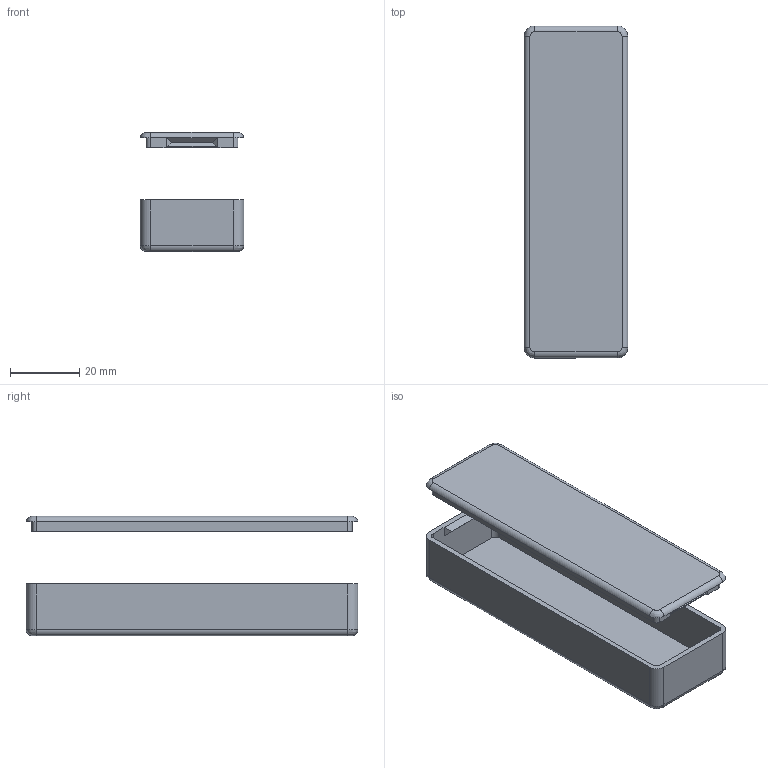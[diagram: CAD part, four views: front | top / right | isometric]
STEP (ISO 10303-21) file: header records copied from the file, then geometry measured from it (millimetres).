
FILE_DESCRIPTION(/* description */ (''),/* implementation_level */ '2;1');
FILE_NAME(/* name */ 'Enclosure.step',/* time_stamp */ '2019-03-16T17:48:53+01:00',/* author */ ('l.bispo'),/* organization */ (''),/* preprocessor_version */ 'ST-DEVELOPER v17.2',/* originating_system */ 'Autodesk Translation Framework v7.6.0.251',/* authorisation */ '');
FILE_SCHEMA (('AUTOMOTIVE_DESIGN { 1 0 10303 214 3 1 1 }'));
Length unit declared in the file: millimetre
Products named in the file (4): Enclosure; Enclosure_1; Case; Cover
Assembly tree (3 placements, depth 3):
  Enclosure
    Enclosure_1
      Case
      Cover
Bounding box: 30 x 96 x 34.5 mm (x, y, z)
Volume: 14380.4 mm3; surface area: 19888.8 mm2
Topology: 2 solids, 2 shells, 81 faces, 206 edges, 132 vertices
Faces by surface type: plane 53, cylinder 20, bspline 8
Entity records: 2568 total; most frequent: CARTESIAN_POINT 490, DIRECTION 418, ORIENTED_EDGE 412, EDGE_CURVE 206, LINE 154, VECTOR 154, VERTEX_POINT 132, AXIS2_PLACEMENT_3D 132
